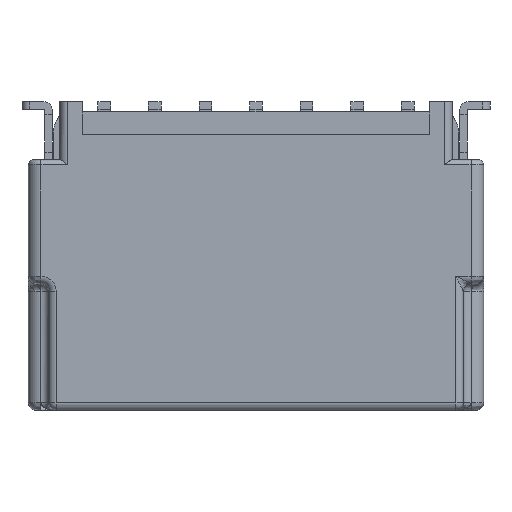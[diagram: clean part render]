
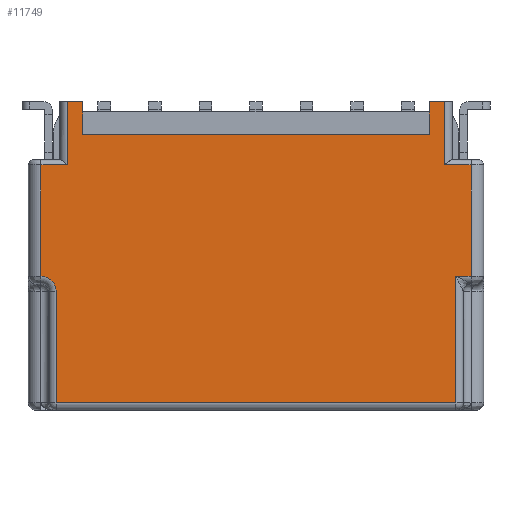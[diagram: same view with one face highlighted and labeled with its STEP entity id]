
A CAD part, front view. The second image highlights one B-rep face of the part: STEP entity #11749.
In plain terms, the highlighted planar face has unit normal (0, -1, 0).
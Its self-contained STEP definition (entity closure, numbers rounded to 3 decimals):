
#169=DIRECTION('',(0.,0.,1.));
#170=VECTOR('',#169,5.);
#171=CARTESIAN_POINT('',(7.9,-3.55,-9.1));
#172=LINE('',#171,#170);
#177=CARTESIAN_POINT('',(-8.5,-3.55,-4.7));
#178=DIRECTION('',(0.,-1.,0.));
#179=DIRECTION('',(1.,0.,0.));
#180=AXIS2_PLACEMENT_3D('',#177,#178,#179);
#182=DIRECTION('',(1.,0.,0.));
#183=VECTOR('',#182,0.6);
#184=CARTESIAN_POINT('',(-7.45,-3.55,2.8));
#185=LINE('',#184,#183);
#186=DIRECTION('',(1.,0.,0.));
#187=VECTOR('',#186,13.7);
#188=CARTESIAN_POINT('',(-6.85,-3.55,1.5));
#189=LINE('',#188,#187);
#190=DIRECTION('',(0.,0.,1.));
#191=VECTOR('',#190,1.3);
#192=CARTESIAN_POINT('',(6.85,-3.55,1.5));
#193=LINE('',#192,#191);
#194=DIRECTION('',(1.,0.,0.));
#195=VECTOR('',#194,0.6);
#196=CARTESIAN_POINT('',(6.85,-3.55,2.8));
#197=LINE('',#196,#195);
#198=DIRECTION('',(0.,0.,-1.));
#199=VECTOR('',#198,4.4);
#200=CARTESIAN_POINT('',(-7.9,-3.55,-4.7));
#201=LINE('',#200,#199);
#225=DIRECTION('',(1.,0.,0.));
#226=VECTOR('',#225,15.8);
#227=CARTESIAN_POINT('',(-7.9,-3.55,-9.1));
#228=LINE('',#227,#226);
#698=DIRECTION('',(0.,0.,1.));
#699=VECTOR('',#698,2.5);
#700=CARTESIAN_POINT('',(7.45,-3.55,0.3));
#701=LINE('',#700,#699);
#957=DIRECTION('',(1.,0.,0.));
#958=VECTOR('',#957,0.6);
#959=CARTESIAN_POINT('',(7.9,-3.55,-4.1));
#960=LINE('',#959,#958);
#980=DIRECTION('',(0.,0.,1.));
#981=VECTOR('',#980,4.4);
#982=CARTESIAN_POINT('',(8.5,-3.55,-4.1));
#983=LINE('',#982,#981);
#1003=DIRECTION('',(-1.,0.,0.));
#1004=VECTOR('',#1003,1.05);
#1005=CARTESIAN_POINT('',(8.5,-3.55,0.3));
#1006=LINE('',#1005,#1004);
#1864=DIRECTION('',(0.,0.,1.));
#1865=VECTOR('',#1864,1.3);
#1866=CARTESIAN_POINT('',(-6.85,-3.55,1.5));
#1867=LINE('',#1866,#1865);
#2775=DIRECTION('',(0.,0.,-1.));
#2776=VECTOR('',#2775,2.5);
#2777=CARTESIAN_POINT('',(-7.45,-3.55,2.8));
#2778=LINE('',#2777,#2776);
#2894=DIRECTION('',(0.,0.,-1.));
#2895=VECTOR('',#2894,4.4);
#2896=CARTESIAN_POINT('',(-8.5,-3.55,0.3));
#2897=LINE('',#2896,#2895);
#2955=DIRECTION('',(-1.,0.,0.));
#2956=VECTOR('',#2955,1.05);
#2957=CARTESIAN_POINT('',(-7.45,-3.55,0.3));
#2958=LINE('',#2957,#2956);
#9236=CARTESIAN_POINT('',(7.9,-3.55,-9.1));
#9237=VERTEX_POINT('',#9236);
#9238=CARTESIAN_POINT('',(7.9,-3.55,
-4.1));
#9239=VERTEX_POINT('',#9238);
#9241=CARTESIAN_POINT('',(-7.9,-3.55,-4.7));
#9242=CARTESIAN_POINT('',(-7.9,-3.55,-9.1));
#9243=VERTEX_POINT('',#9241);
#9244=VERTEX_POINT('',#9242);
#9245=CARTESIAN_POINT('',(-8.5,-3.55,-4.1));
#9246=VERTEX_POINT('',#9245);
#9247=CARTESIAN_POINT('',(-8.5,-3.55,0.3));
#9248=VERTEX_POINT('',#9247);
#9249=CARTESIAN_POINT('',(-7.45,-3.55,0.3));
#9250=VERTEX_POINT('',#9249);
#9251=CARTESIAN_POINT('',(-7.45,-3.55,2.8));
#9252=VERTEX_POINT('',#9251);
#9253=CARTESIAN_POINT('',(-6.85,-3.55,2.8));
#9254=VERTEX_POINT('',#9253);
#9255=CARTESIAN_POINT('',(-6.85,-3.55,1.5));
#9256=VERTEX_POINT('',#9255);
#9257=CARTESIAN_POINT('',(6.85,-3.55,1.5));
#9258=VERTEX_POINT('',#9257);
#9259=CARTESIAN_POINT('',(6.85,-3.55,2.8));
#9260=VERTEX_POINT('',#9259);
#9261=CARTESIAN_POINT('',(7.45,-3.55,2.8));
#9262=VERTEX_POINT('',#9261);
#9263=CARTESIAN_POINT('',(7.45,-3.55,0.3));
#9264=VERTEX_POINT('',#9263);
#9265=CARTESIAN_POINT('',(8.5,-3.55,0.3));
#9266=VERTEX_POINT('',#9265);
#9267=CARTESIAN_POINT('',(8.5,-3.55,-4.1));
#9268=VERTEX_POINT('',#9267);
#11711=CARTESIAN_POINT('',(-8.05,-3.55,0.));
#11712=DIRECTION('',(0.,-1.,0.));
#11713=DIRECTION('',(1.,0.,0.));
#11714=AXIS2_PLACEMENT_3D('',#11711,#11712,#11713);
#11715=PLANE('',#11714);
#11717=ORIENTED_EDGE('',*,*,#11716,.F.);
#11719=ORIENTED_EDGE('',*,*,#11718,.T.);
#11721=ORIENTED_EDGE('',*,*,#11720,.F.);
#11723=ORIENTED_EDGE('',*,*,#11722,.F.);
#11725=ORIENTED_EDGE('',*,*,#11724,.F.);
#11727=ORIENTED_EDGE('',*,*,#11726,.T.);
#11729=ORIENTED_EDGE('',*,*,#11728,.F.);
#11731=ORIENTED_EDGE('',*,*,#11730,.T.);
#11733=ORIENTED_EDGE('',*,*,#11732,.T.);
#11735=ORIENTED_EDGE('',*,*,#11734,.T.);
#11737=ORIENTED_EDGE('',*,*,#11736,.F.);
#11739=ORIENTED_EDGE('',*,*,#11738,.F.);
#11741=ORIENTED_EDGE('',*,*,#11740,.F.);
#11743=ORIENTED_EDGE('',*,*,#11742,.F.);
#11744=ORIENTED_EDGE('',*,*,#11701,.F.);
#11746=ORIENTED_EDGE('',*,*,#11745,.F.);
#11747=EDGE_LOOP('',(#11717,#11719,#11721,#11723,#11725,#11727,#11729,#11731,
#11733,#11735,#11737,#11739,#11741,#11743,#11744,#11746));
#11748=FACE_OUTER_BOUND('',#11747,.F.);
#11749=ADVANCED_FACE('',(#11748),#11715,.T.);
#181=CIRCLE('',#180,0.6);
#11701=EDGE_CURVE('',#9237,#9239,#172,.T.);
#11716=EDGE_CURVE('',#9243,#9244,#201,.T.);
#11718=EDGE_CURVE('',#9243,#9246,#181,.T.);
#11720=EDGE_CURVE('',#9248,#9246,#2897,.T.);
#11722=EDGE_CURVE('',#9250,#9248,#2958,.T.);
#11724=EDGE_CURVE('',#9252,#9250,#2778,.T.);
#11726=EDGE_CURVE('',#9252,#9254,#185,.T.);
#11728=EDGE_CURVE('',#9256,#9254,#1867,.T.);
#11730=EDGE_CURVE('',#9256,#9258,#189,.T.);
#11732=EDGE_CURVE('',#9258,#9260,#193,.T.);
#11734=EDGE_CURVE('',#9260,#9262,#197,.T.);
#11736=EDGE_CURVE('',#9264,#9262,#701,.T.);
#11738=EDGE_CURVE('',#9266,#9264,#1006,.T.);
#11740=EDGE_CURVE('',#9268,#9266,#983,.T.);
#11742=EDGE_CURVE('',#9239,#9268,#960,.T.);
#11745=EDGE_CURVE('',#9244,#9237,#228,.T.);
